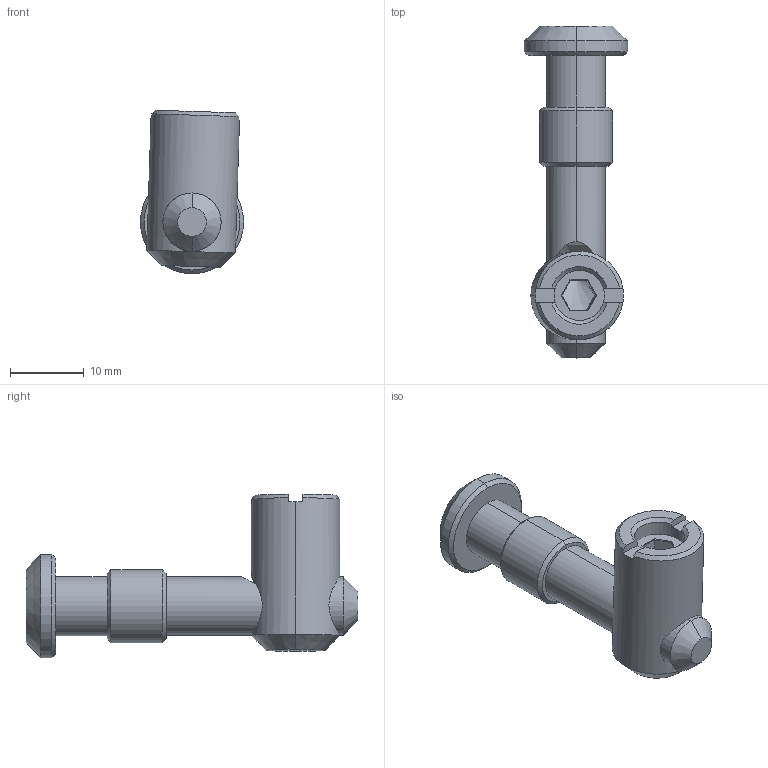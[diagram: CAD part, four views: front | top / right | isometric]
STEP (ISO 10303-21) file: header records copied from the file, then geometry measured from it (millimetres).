
FILE_DESCRIPTION (( 'STEP AP214' ), '1' );
FILE_NAME ('2.03.spuc.STEP', '2025-06-14T18:19:41', ( '' ), ( '' ), 'SwSTEP 2.0', 'SolidWorks 2023', '' );
FILE_SCHEMA (( 'AUTOMOTIVE_DESIGN' ));
Length unit declared in the file: millimetre
Products named in the file (1): 2.03.spuc
Bounding box: 14 x 45 x 22.16 mm (x, y, z)
Surface area: 2882.7 mm2 (no closed solid volume)
Topology: 0 solids, 3 shells, 60 faces, 145 edges, 91 vertices
Faces by surface type: plane 27, cone 18, cylinder 14, bspline 1
Entity records: 2591 total; most frequent: CARTESIAN_POINT 1151, DIRECTION 287, ORIENTED_EDGE 278, EDGE_CURVE 143, AXIS2_PLACEMENT_3D 106, VERTEX_POINT 91, VECTOR 75, LINE 75
